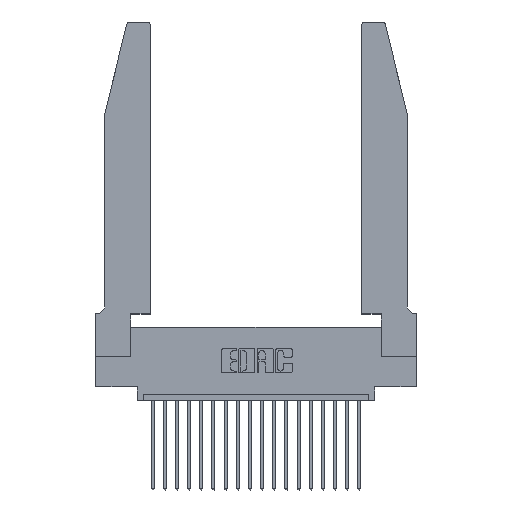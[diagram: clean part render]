
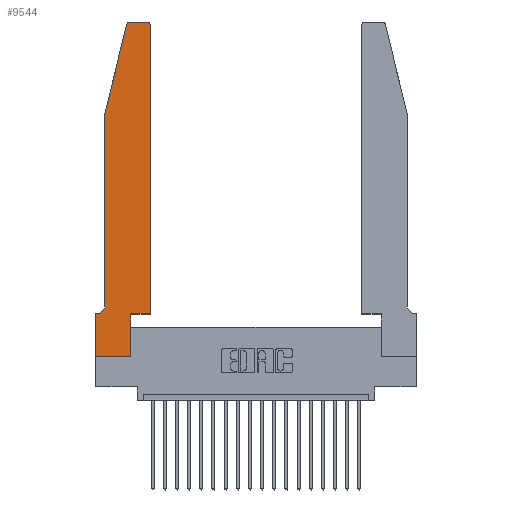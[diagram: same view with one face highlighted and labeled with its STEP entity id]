
A CAD part, top view. The second image highlights one B-rep face of the part: STEP entity #9544.
In plain terms, the highlighted planar face has unit normal (0, 0, 1).
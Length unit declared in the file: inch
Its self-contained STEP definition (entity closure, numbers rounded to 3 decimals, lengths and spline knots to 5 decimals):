
#32 = EDGE_CURVE ( 'NONE', #16207, #4835, #4323, .T. ) ;
#87 = AXIS2_PLACEMENT_3D ( 'NONE', #6488, #21583, #19816 ) ;
#203 = CARTESIAN_POINT ( 'NONE',  ( 0.0755, 0.42, 0.37 ) ) ;
#890 = AXIS2_PLACEMENT_3D ( 'NONE', #9511, #7880, #9366 ) ;
#908 = DIRECTION ( 'NONE',  ( -1., 0., 0. ) ) ;
#937 = CARTESIAN_POINT ( 'NONE',  ( 0.0055, 0.35, 0.37 ) ) ;
#1066 = EDGE_CURVE ( 'NONE', #14619, #5117, #9809, .T. ) ;
#1538 = EDGE_CURVE ( 'NONE', #1610, #20002, #18914, .T. ) ;
#1610 = VERTEX_POINT ( 'NONE', #10440 ) ;
#1722 = CARTESIAN_POINT ( 'NONE',  ( 0., 0., 0.37 ) ) ;
#2165 = CARTESIAN_POINT ( 'NONE',  ( 0.4505, 0.35, 0.37 ) ) ;
#2428 = ORIENTED_EDGE ( 'NONE', *, *, #1066, .T. ) ;
#2660 = VECTOR ( 'NONE', #9032, 39.37008 ) ;
#2712 = ORIENTED_EDGE ( 'NONE', *, *, #3233, .T. ) ;
#3218 = LINE ( 'NONE', #5585, #6614 ) ;
#3233 = EDGE_CURVE ( 'NONE', #11281, #20642, #15114, .T. ) ;
#3538 = LINE ( 'NONE', #7768, #16381 ) ;
#3679 = CARTESIAN_POINT ( 'NONE',  ( 0., 0., 0.37 ) ) ;
#3936 = CARTESIAN_POINT ( 'NONE',  ( 0.4205, 2.75, 0.37 ) ) ;
#4126 = VECTOR ( 'NONE', #21167, 39.37008 ) ;
#4282 = ORIENTED_EDGE ( 'NONE', *, *, #10877, .T. ) ;
#4323 = CIRCLE ( 'NONE', #5546, 0.03 ) ;
#4835 = VERTEX_POINT ( 'NONE', #13746 ) ;
#4920 = CARTESIAN_POINT ( 'NONE',  ( 0.284, 2.75, 0.37 ) ) ;
#5117 = VERTEX_POINT ( 'NONE', #3679 ) ;
#5408 = DIRECTION ( 'NONE',  ( 0., 0., 1. ) ) ;
#5546 = AXIS2_PLACEMENT_3D ( 'NONE', #9793, #18248, #21554 ) ;
#5585 = CARTESIAN_POINT ( 'NONE',  ( 0.4505, 0.35, 0.37 ) ) ;
#5673 = EDGE_CURVE ( 'NONE', #8107, #1610, #6593, .T. ) ;
#5792 = CARTESIAN_POINT ( 'NONE',  ( 0.0755, 2., 0.37 ) ) ;
#5817 = VERTEX_POINT ( 'NONE', #937 ) ;
#6041 = LINE ( 'NONE', #7807, #2660 ) ;
#6475 = ORIENTED_EDGE ( 'NONE', *, *, #17810, .T. ) ;
#6488 = CARTESIAN_POINT ( 'NONE',  ( 0., 0.35, 0.37 ) ) ;
#6593 = LINE ( 'NONE', #7465, #18130 ) ;
#6614 = VECTOR ( 'NONE', #10309, 39.37008 ) ;
#7060 = DIRECTION ( 'NONE',  ( -1., 0., 0. ) ) ;
#7359 = LINE ( 'NONE', #15382, #18067 ) ;
#7465 = CARTESIAN_POINT ( 'NONE',  ( 0.2865, 0.35, 0.37 ) ) ;
#7613 = VECTOR ( 'NONE', #7923, 39.37008 ) ;
#7768 = CARTESIAN_POINT ( 'NONE',  ( 0.2605, 2.75, 0.37 ) ) ;
#7807 = CARTESIAN_POINT ( 'NONE',  ( 0.0755, 2., 0.37 ) ) ;
#7880 = DIRECTION ( 'NONE',  ( 0., 0., -1. ) ) ;
#7923 = DIRECTION ( 'NONE',  ( 1., 0., 0. ) ) ;
#8023 = CARTESIAN_POINT ( 'NONE',  ( 0.4505, 2.72, 0.37 ) ) ;
#8107 = VERTEX_POINT ( 'NONE', #19977 ) ;
#9032 = DIRECTION ( 'NONE',  ( -0.239, -0.971, 0. ) ) ;
#9366 = DIRECTION ( 'NONE',  ( -1., 0., 0. ) ) ;
#9382 = ORIENTED_EDGE ( 'NONE', *, *, #14245, .T. ) ;
#9511 = CARTESIAN_POINT ( 'NONE',  ( 0.0055, 0.42, 0.37 ) ) ;
#9544 = ADVANCED_FACE ( 'NONE', ( #14361 ), #18210, .T. ) ;
#9773 = CARTESIAN_POINT ( 'NONE',  ( 0., 0., 0.37 ) ) ;
#9793 = CARTESIAN_POINT ( 'NONE',  ( 0.284, 2.72, 0.37 ) ) ;
#9809 = LINE ( 'NONE', #1722, #15525 ) ;
#10068 = EDGE_CURVE ( 'NONE', #21226, #13382, #14850, .T. ) ;
#10309 = DIRECTION ( 'NONE',  ( 0., 1., 0. ) ) ;
#10440 = CARTESIAN_POINT ( 'NONE',  ( 0.2865, 0.35, 0.37 ) ) ;
#10773 = CARTESIAN_POINT ( 'NONE',  ( 0.0755, 2., 0.37 ) ) ;
#10877 = EDGE_CURVE ( 'NONE', #20642, #16207, #3538, .T. ) ;
#11134 = ORIENTED_EDGE ( 'NONE', *, *, #32, .T. ) ;
#11281 = VERTEX_POINT ( 'NONE', #8023 ) ;
#11380 = AXIS2_PLACEMENT_3D ( 'NONE', #20816, #5408, #12169 ) ;
#11789 = ORIENTED_EDGE ( 'NONE', *, *, #19418, .T. ) ;
#12062 = LINE ( 'NONE', #9773, #7613 ) ;
#12169 = DIRECTION ( 'NONE',  ( 1., 0., 0. ) ) ;
#13382 = VERTEX_POINT ( 'NONE', #203 ) ;
#13746 = CARTESIAN_POINT ( 'NONE',  ( 0.25487, 2.72718, 0.37 ) ) ;
#14245 = EDGE_CURVE ( 'NONE', #4835, #21226, #6041, .T. ) ;
#14361 = FACE_OUTER_BOUND ( 'NONE', #19711, .T. ) ;
#14552 = ORIENTED_EDGE ( 'NONE', *, *, #1538, .T. ) ;
#14619 = VERTEX_POINT ( 'NONE', #17114 ) ;
#14667 = ORIENTED_EDGE ( 'NONE', *, *, #17975, .T. ) ;
#14850 = LINE ( 'NONE', #5792, #4126 ) ;
#15114 = CIRCLE ( 'NONE', #11380, 0.03 ) ;
#15325 = DIRECTION ( 'NONE',  ( 0., -1., 0. ) ) ;
#15382 = CARTESIAN_POINT ( 'NONE',  ( 0.0755, 0.35, 0.37 ) ) ;
#15525 = VECTOR ( 'NONE', #15325, 39.37008 ) ;
#15638 = CIRCLE ( 'NONE', #890, 0.07 ) ;
#15850 = DIRECTION ( 'NONE',  ( 0., 1., 0. ) ) ;
#16207 = VERTEX_POINT ( 'NONE', #4920 ) ;
#16268 = EDGE_CURVE ( 'NONE', #20002, #11281, #3218, .T. ) ;
#16285 = VECTOR ( 'NONE', #18379, 39.37008 ) ;
#16381 = VECTOR ( 'NONE', #908, 39.37008 ) ;
#16648 = ORIENTED_EDGE ( 'NONE', *, *, #10068, .T. ) ;
#17114 = CARTESIAN_POINT ( 'NONE',  ( 0., 0.35, 0.37 ) ) ;
#17469 = ORIENTED_EDGE ( 'NONE', *, *, #5673, .T. ) ;
#17810 = EDGE_CURVE ( 'NONE', #5817, #14619, #7359, .T. ) ;
#17975 = EDGE_CURVE ( 'NONE', #5117, #8107, #12062, .T. ) ;
#18067 = VECTOR ( 'NONE', #7060, 39.37008 ) ;
#18130 = VECTOR ( 'NONE', #15850, 39.37008 ) ;
#18210 = PLANE ( 'NONE',  #87 ) ;
#18248 = DIRECTION ( 'NONE',  ( 0., 0., 1. ) ) ;
#18315 = CARTESIAN_POINT ( 'NONE',  ( 0.4505, 0.35, 0.37 ) ) ;
#18379 = DIRECTION ( 'NONE',  ( 1., 0., 0. ) ) ;
#18914 = LINE ( 'NONE', #18315, #16285 ) ;
#19418 = EDGE_CURVE ( 'NONE', #13382, #5817, #15638, .T. ) ;
#19711 = EDGE_LOOP ( 'NONE', ( #4282, #11134, #9382, #16648, #11789, #6475, #2428, #14667, #17469, #14552, #19993, #2712 ) ) ;
#19816 = DIRECTION ( 'NONE',  ( 1., 0., 0. ) ) ;
#19977 = CARTESIAN_POINT ( 'NONE',  ( 0.2865, 0., 0.37 ) ) ;
#19993 = ORIENTED_EDGE ( 'NONE', *, *, #16268, .T. ) ;
#20002 = VERTEX_POINT ( 'NONE', #2165 ) ;
#20642 = VERTEX_POINT ( 'NONE', #3936 ) ;
#20816 = CARTESIAN_POINT ( 'NONE',  ( 0.4205, 2.72, 0.37 ) ) ;
#21167 = DIRECTION ( 'NONE',  ( 0., -1., 0. ) ) ;
#21226 = VERTEX_POINT ( 'NONE', #10773 ) ;
#21554 = DIRECTION ( 'NONE',  ( 1., 0., 0. ) ) ;
#21583 = DIRECTION ( 'NONE',  ( 0., 0., 1. ) ) ;
